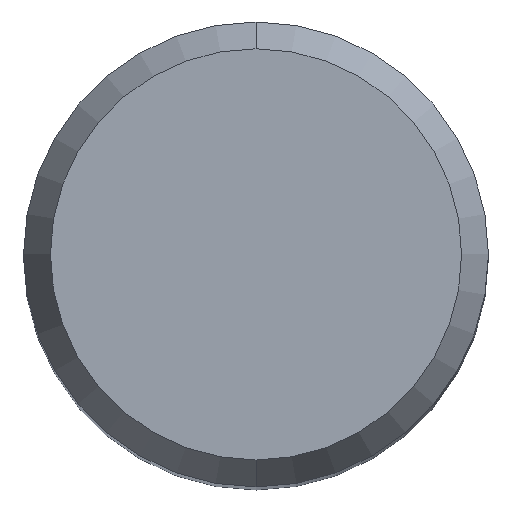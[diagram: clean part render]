
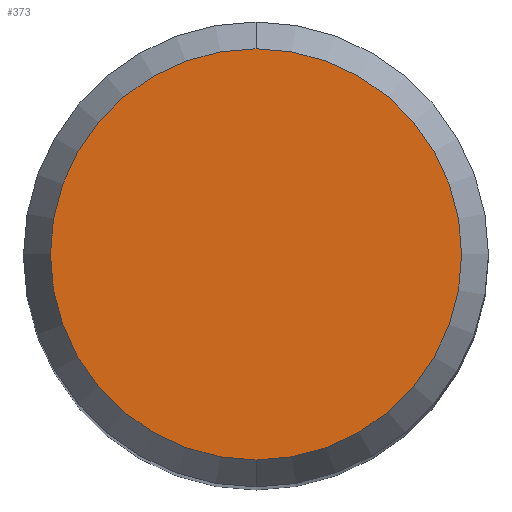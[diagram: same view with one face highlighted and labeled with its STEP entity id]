
A CAD part, top view. The second image highlights one B-rep face of the part: STEP entity #373.
In plain terms, the highlighted planar face has unit normal (0, 0, 1).
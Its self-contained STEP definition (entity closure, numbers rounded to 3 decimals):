
#171=VERTEX_POINT('',#463);
#215=EDGE_CURVE('',#171,#351,#512,.T.);
#351=VERTEX_POINT('',#663);
#373=ADVANCED_FACE('',(#685),#686,.T.);
#419=EDGE_CURVE('',#351,#171,#735,.T.);
#463=CARTESIAN_POINT('',(0.0,4.423,0.0));
#512=CIRCLE('',#876,4.423);
#663=CARTESIAN_POINT('',(0.,-4.423,0.0));
#685=FACE_OUTER_BOUND('',#1231,.T.);
#686=PLANE('',#1232);
#735=CIRCLE('',#1354,4.423);
#876=AXIS2_PLACEMENT_3D('',#1483,#1484,#1485);
#1231=EDGE_LOOP('',(#1671,#1672));
#1232=AXIS2_PLACEMENT_3D('',#1673,#1674,#1675);
#1354=AXIS2_PLACEMENT_3D('',#1718,#1719,#1720);
#1483=CARTESIAN_POINT('',(0.0,0.0,0.0));
#1484=DIRECTION('',(0.0,0.0,-1.0));
#1485=DIRECTION('',(0.0,1.0,0.0));
#1671=ORIENTED_EDGE('',*,*,#215,.F.);
#1672=ORIENTED_EDGE('',*,*,#419,.F.);
#1673=CARTESIAN_POINT('',(0.0,2.211,0.0));
#1674=DIRECTION('',(-0.0,0.0,1.0));
#1675=DIRECTION('',(0.0,-1.0,0.0));
#1718=CARTESIAN_POINT('',(0.0,0.0,0.0));
#1719=DIRECTION('',(0.0,0.0,-1.0));
#1720=DIRECTION('',(0.0,1.0,0.0));
